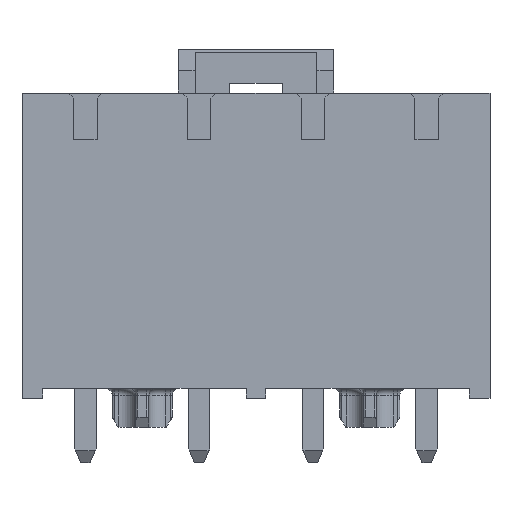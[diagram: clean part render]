
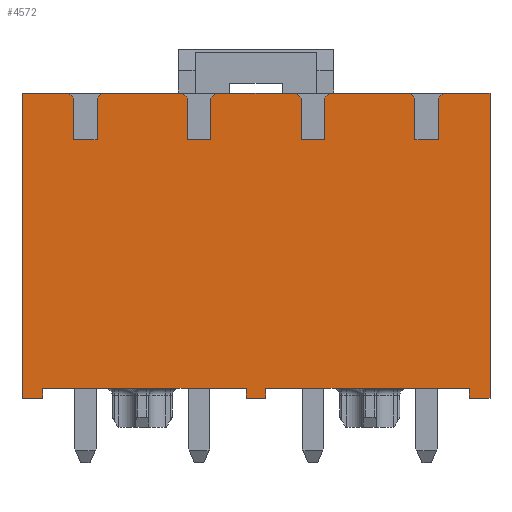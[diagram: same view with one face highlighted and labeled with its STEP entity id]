
A CAD part, front view. The second image highlights one B-rep face of the part: STEP entity #4572.
In plain terms, the highlighted planar face has unit normal (0, -1, 0).
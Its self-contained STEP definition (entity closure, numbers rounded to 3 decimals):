
#5=DIRECTION('',(1.,0.,0.));
#6=VECTOR('',#5,2.34);
#7=CARTESIAN_POINT('',(-11.725,-3.395,0.));
#8=LINE('',#7,#6);
#45=DIRECTION('',(1.,0.,0.));
#46=VECTOR('',#45,2.34);
#47=CARTESIAN_POINT('',(9.385,-3.395,0.));
#48=LINE('',#47,#46);
#89=DIRECTION('',(1.,0.,0.));
#90=VECTOR('',#89,4.03);
#91=CARTESIAN_POINT('',(3.685,-3.395,0.));
#92=LINE('',#91,#90);
#121=DIRECTION('',(1.,0.,0.));
#122=VECTOR('',#121,4.03);
#123=CARTESIAN_POINT('',(-2.015,-3.395,0.));
#124=LINE('',#123,#122);
#153=DIRECTION('',(1.,0.,0.));
#154=VECTOR('',#153,4.03);
#155=CARTESIAN_POINT('',(-7.715,-3.395,0.));
#156=LINE('',#155,#154);
#369=DIRECTION('',(1.,0.,0.));
#370=VECTOR('',#369,10.175);
#371=CARTESIAN_POINT('',(0.5,-3.395,-14.8));
#372=LINE('',#371,#370);
#373=DIRECTION('',(0.,0.,-1.));
#374=VECTOR('',#373,0.5);
#375=CARTESIAN_POINT('',(0.5,-3.395,-14.8));
#376=LINE('',#375,#374);
#377=DIRECTION('',(1.,0.,0.));
#378=VECTOR('',#377,10.175);
#379=CARTESIAN_POINT('',(-10.675,-3.395,-14.8));
#380=LINE('',#379,#378);
#381=DIRECTION('',(0.,0.,1.));
#382=VECTOR('',#381,0.5);
#383=CARTESIAN_POINT('',(-10.675,-3.395,-15.3));
#384=LINE('',#383,#382);
#385=DIRECTION('',(0.,0.,-1.));
#386=VECTOR('',#385,15.3);
#387=CARTESIAN_POINT('',(-11.725,-3.395,0.));
#388=LINE('',#387,#386);
#389=DIRECTION('',(0.707,0.,-0.707));
#390=VECTOR('',#389,0.354);
#391=CARTESIAN_POINT('',(-9.385,-3.395,0.));
#392=LINE('',#391,#390);
#393=DIRECTION('',(0.,0.,-1.));
#394=VECTOR('',#393,2.1);
#395=CARTESIAN_POINT('',(-9.135,-3.395,-0.25));
#396=LINE('',#395,#394);
#397=DIRECTION('',(1.,0.,0.));
#398=VECTOR('',#397,1.17);
#399=CARTESIAN_POINT('',(-9.135,-3.395,-2.35));
#400=LINE('',#399,#398);
#401=DIRECTION('',(0.,0.,1.));
#402=VECTOR('',#401,2.1);
#403=CARTESIAN_POINT('',(-7.965,-3.395,-2.35));
#404=LINE('',#403,#402);
#405=DIRECTION('',(0.707,0.,0.707));
#406=VECTOR('',#405,0.354);
#407=CARTESIAN_POINT('',(-7.965,-3.395,-0.25));
#408=LINE('',#407,#406);
#409=DIRECTION('',(0.707,0.,-0.707));
#410=VECTOR('',#409,0.354);
#411=CARTESIAN_POINT('',(-3.685,-3.395,0.));
#412=LINE('',#411,#410);
#413=DIRECTION('',(0.,0.,-1.));
#414=VECTOR('',#413,2.1);
#415=CARTESIAN_POINT('',(-3.435,-3.395,-0.25));
#416=LINE('',#415,#414);
#417=DIRECTION('',(1.,0.,0.));
#418=VECTOR('',#417,1.17);
#419=CARTESIAN_POINT('',(-3.435,-3.395,-2.35));
#420=LINE('',#419,#418);
#421=DIRECTION('',(0.,0.,1.));
#422=VECTOR('',#421,2.1);
#423=CARTESIAN_POINT('',(-2.265,-3.395,-2.35));
#424=LINE('',#423,#422);
#425=DIRECTION('',(0.707,0.,0.707));
#426=VECTOR('',#425,0.354);
#427=CARTESIAN_POINT('',(-2.265,-3.395,-0.25));
#428=LINE('',#427,#426);
#429=DIRECTION('',(0.707,0.,-0.707));
#430=VECTOR('',#429,0.354);
#431=CARTESIAN_POINT('',(2.015,-3.395,0.));
#432=LINE('',#431,#430);
#433=DIRECTION('',(0.,0.,-1.));
#434=VECTOR('',#433,2.1);
#435=CARTESIAN_POINT('',(2.265,-3.395,-0.25));
#436=LINE('',#435,#434);
#437=DIRECTION('',(1.,0.,0.));
#438=VECTOR('',#437,1.17);
#439=CARTESIAN_POINT('',(2.265,-3.395,-2.35));
#440=LINE('',#439,#438);
#441=DIRECTION('',(0.,0.,1.));
#442=VECTOR('',#441,2.1);
#443=CARTESIAN_POINT('',(3.435,-3.395,-2.35));
#444=LINE('',#443,#442);
#445=DIRECTION('',(0.707,0.,0.707));
#446=VECTOR('',#445,0.354);
#447=CARTESIAN_POINT('',(3.435,-3.395,-0.25));
#448=LINE('',#447,#446);
#449=DIRECTION('',(0.707,0.,-0.707));
#450=VECTOR('',#449,0.354);
#451=CARTESIAN_POINT('',(7.715,-3.395,0.));
#452=LINE('',#451,#450);
#453=DIRECTION('',(0.,0.,-1.));
#454=VECTOR('',#453,2.1);
#455=CARTESIAN_POINT('',(7.965,-3.395,-0.25));
#456=LINE('',#455,#454);
#457=DIRECTION('',(1.,0.,0.));
#458=VECTOR('',#457,1.17);
#459=CARTESIAN_POINT('',(7.965,-3.395,-2.35));
#460=LINE('',#459,#458);
#461=DIRECTION('',(0.,0.,1.));
#462=VECTOR('',#461,2.1);
#463=CARTESIAN_POINT('',(9.135,-3.395,-2.35));
#464=LINE('',#463,#462);
#465=DIRECTION('',(0.707,0.,0.707));
#466=VECTOR('',#465,0.354);
#467=CARTESIAN_POINT('',(9.135,-3.395,-0.25));
#468=LINE('',#467,#466);
#469=DIRECTION('',(0.,0.,1.));
#470=VECTOR('',#469,0.5);
#471=CARTESIAN_POINT('',(10.675,-3.395,-15.3));
#472=LINE('',#471,#470);
#2685=DIRECTION('',(-1.,0.,0.));
#2686=VECTOR('',#2685,1.);
#2687=CARTESIAN_POINT('',(0.5,-3.395,-15.3));
#2688=LINE('',#2687,#2686);
#2697=DIRECTION('',(0.,0.,-1.));
#2698=VECTOR('',#2697,0.5);
#2699=CARTESIAN_POINT('',(-0.5,-3.395,-14.8));
#2700=LINE('',#2699,#2698);
#2725=DIRECTION('',(1.,0.,0.));
#2726=VECTOR('',#2725,1.05);
#2727=CARTESIAN_POINT('',(10.675,-3.395,-15.3));
#2728=LINE('',#2727,#2726);
#2745=DIRECTION('',(1.,0.,0.));
#2746=VECTOR('',#2745,1.05);
#2747=CARTESIAN_POINT('',(-11.725,-3.395,-15.3));
#2748=LINE('',#2747,#2746);
#2777=DIRECTION('',(0.,0.,-1.));
#2778=VECTOR('',#2777,15.3);
#2779=CARTESIAN_POINT('',(11.725,-3.395,0.));
#2780=LINE('',#2779,#2778);
#3178=CARTESIAN_POINT('',(-11.725,-3.395,0.));
#3180=VERTEX_POINT('',#3178);
#3181=CARTESIAN_POINT('',(11.725,-3.395,0.));
#3183=VERTEX_POINT('',#3181);
#3187=CARTESIAN_POINT('',(-11.725,-3.395,-15.3));
#3188=VERTEX_POINT('',#3187);
#3189=CARTESIAN_POINT('',(11.725,-3.395,-15.3));
#3190=VERTEX_POINT('',#3189);
#3203=CARTESIAN_POINT('',(10.675,-3.395,-15.3));
#3204=VERTEX_POINT('',#3203);
#3205=CARTESIAN_POINT('',(-10.675,-3.395,-15.3));
#3207=VERTEX_POINT('',#3205);
#3221=CARTESIAN_POINT('',(10.675,-3.395,-14.8));
#3222=VERTEX_POINT('',#3221);
#3223=CARTESIAN_POINT('',(-10.675,-3.395,-14.8));
#3224=VERTEX_POINT('',#3223);
#3317=CARTESIAN_POINT('',(7.715,-3.395,0.));
#3319=VERTEX_POINT('',#3317);
#3321=CARTESIAN_POINT('',(9.385,-3.395,0.));
#3323=VERTEX_POINT('',#3321);
#3325=CARTESIAN_POINT('',(7.965,-3.395,-0.25));
#3326=VERTEX_POINT('',#3325);
#3327=CARTESIAN_POINT('',(7.965,-3.395,-2.35));
#3328=VERTEX_POINT('',#3327);
#3329=CARTESIAN_POINT('',(9.135,-3.395,-2.35));
#3330=VERTEX_POINT('',#3329);
#3331=CARTESIAN_POINT('',(9.135,-3.395,-0.25));
#3332=VERTEX_POINT('',#3331);
#3341=CARTESIAN_POINT('',(2.015,-3.395,0.));
#3343=VERTEX_POINT('',#3341);
#3345=CARTESIAN_POINT('',(3.685,-3.395,0.));
#3347=VERTEX_POINT('',#3345);
#3349=CARTESIAN_POINT('',(2.265,-3.395,-0.25));
#3350=VERTEX_POINT('',#3349);
#3351=CARTESIAN_POINT('',(2.265,-3.395,-2.35));
#3352=VERTEX_POINT('',#3351);
#3353=CARTESIAN_POINT('',(3.435,-3.395,-2.35));
#3354=VERTEX_POINT('',#3353);
#3355=CARTESIAN_POINT('',(3.435,-3.395,-0.25));
#3356=VERTEX_POINT('',#3355);
#3365=CARTESIAN_POINT('',(-3.685,-3.395,0.));
#3367=VERTEX_POINT('',#3365);
#3369=CARTESIAN_POINT('',(-2.015,-3.395,0.));
#3371=VERTEX_POINT('',#3369);
#3373=CARTESIAN_POINT('',(-3.435,-3.395,-0.25));
#3374=VERTEX_POINT('',#3373);
#3375=CARTESIAN_POINT('',(-3.435,-3.395,-2.35));
#3376=VERTEX_POINT('',#3375);
#3377=CARTESIAN_POINT('',(-2.265,-3.395,-2.35));
#3378=VERTEX_POINT('',#3377);
#3379=CARTESIAN_POINT('',(-2.265,-3.395,-0.25));
#3380=VERTEX_POINT('',#3379);
#3389=CARTESIAN_POINT('',(-9.385,-3.395,0.));
#3391=VERTEX_POINT('',#3389);
#3393=CARTESIAN_POINT('',(-7.715,-3.395,0.));
#3395=VERTEX_POINT('',#3393);
#3397=CARTESIAN_POINT('',(-9.135,-3.395,-0.25));
#3398=VERTEX_POINT('',#3397);
#3399=CARTESIAN_POINT('',(-9.135,-3.395,-2.35));
#3400=VERTEX_POINT('',#3399);
#3401=CARTESIAN_POINT('',(-7.965,-3.395,-2.35));
#3402=VERTEX_POINT('',#3401);
#3403=CARTESIAN_POINT('',(-7.965,-3.395,-0.25));
#3404=VERTEX_POINT('',#3403);
#4054=CARTESIAN_POINT('',(0.5,-3.395,-15.3));
#4056=VERTEX_POINT('',#4054);
#4057=CARTESIAN_POINT('',(-0.5,-3.395,-15.3));
#4058=VERTEX_POINT('',#4057);
#4069=CARTESIAN_POINT('',(0.5,-3.395,-14.8));
#4071=VERTEX_POINT('',#4069);
#4073=CARTESIAN_POINT('',(-0.5,-3.395,-14.8));
#4075=VERTEX_POINT('',#4073);
#4501=CARTESIAN_POINT('',(-11.725,-3.395,0.));
#4502=DIRECTION('',(0.,-1.,0.));
#4503=DIRECTION('',(1.,0.,0.));
#4504=AXIS2_PLACEMENT_3D('',#4501,#4502,#4503);
#4505=PLANE('',#4504);
#4507=ORIENTED_EDGE('',*,*,#4506,.F.);
#4509=ORIENTED_EDGE('',*,*,#4508,.T.);
#4511=ORIENTED_EDGE('',*,*,#4510,.T.);
#4513=ORIENTED_EDGE('',*,*,#4512,.F.);
#4515=ORIENTED_EDGE('',*,*,#4514,.F.);
#4517=ORIENTED_EDGE('',*,*,#4516,.F.);
#4519=ORIENTED_EDGE('',*,*,#4518,.F.);
#4521=ORIENTED_EDGE('',*,*,#4520,.F.);
#4522=ORIENTED_EDGE('',*,*,#4128,.T.);
#4523=ORIENTED_EDGE('',*,*,#4239,.T.);
#4525=ORIENTED_EDGE('',*,*,#4524,.T.);
#4527=ORIENTED_EDGE('',*,*,#4526,.T.);
#4529=ORIENTED_EDGE('',*,*,#4528,.T.);
#4531=ORIENTED_EDGE('',*,*,#4530,.T.);
#4532=ORIENTED_EDGE('',*,*,#4206,.T.);
#4534=ORIENTED_EDGE('',*,*,#4533,.T.);
#4536=ORIENTED_EDGE('',*,*,#4535,.T.);
#4538=ORIENTED_EDGE('',*,*,#4537,.T.);
#4540=ORIENTED_EDGE('',*,*,#4539,.T.);
#4542=ORIENTED_EDGE('',*,*,#4541,.T.);
#4543=ORIENTED_EDGE('',*,*,#4190,.T.);
#4545=ORIENTED_EDGE('',*,*,#4544,.T.);
#4547=ORIENTED_EDGE('',*,*,#4546,.T.);
#4549=ORIENTED_EDGE('',*,*,#4548,.T.);
#4551=ORIENTED_EDGE('',*,*,#4550,.T.);
#4553=ORIENTED_EDGE('',*,*,#4552,.T.);
#4554=ORIENTED_EDGE('',*,*,#4174,.T.);
#4555=ORIENTED_EDGE('',*,*,#4482,.T.);
#4556=ORIENTED_EDGE('',*,*,#4492,.T.);
#4558=ORIENTED_EDGE('',*,*,#4557,.T.);
#4560=ORIENTED_EDGE('',*,*,#4559,.T.);
#4562=ORIENTED_EDGE('',*,*,#4561,.T.);
#4563=ORIENTED_EDGE('',*,*,#4152,.T.);
#4565=ORIENTED_EDGE('',*,*,#4564,.T.);
#4567=ORIENTED_EDGE('',*,*,#4566,.F.);
#4569=ORIENTED_EDGE('',*,*,#4568,.T.);
#4570=EDGE_LOOP('',(#4507,#4509,#4511,#4513,#4515,#4517,#4519,#4521,#4522,#4523,
#4525,#4527,#4529,#4531,#4532,#4534,#4536,#4538,#4540,#4542,#4543,#4545,#4547,
#4549,#4551,#4553,#4554,#4555,#4556,#4558,#4560,#4562,#4563,#4565,#4567,#4569));
#4571=FACE_OUTER_BOUND('',#4570,.F.);
#4572=ADVANCED_FACE('',(#4571),#4505,.T.);
#4128=EDGE_CURVE('',#3180,#3391,#8,.T.);
#4152=EDGE_CURVE('',#3323,#3183,#48,.T.);
#4174=EDGE_CURVE('',#3347,#3319,#92,.T.);
#4190=EDGE_CURVE('',#3371,#3343,#124,.T.);
#4206=EDGE_CURVE('',#3395,#3367,#156,.T.);
#4239=EDGE_CURVE('',#3391,#3398,#392,.T.);
#4482=EDGE_CURVE('',#3319,#3326,#452,.T.);
#4492=EDGE_CURVE('',#3326,#3328,#456,.T.);
#4506=EDGE_CURVE('',#4071,#3222,#372,.T.);
#4508=EDGE_CURVE('',#4071,#4056,#376,.T.);
#4510=EDGE_CURVE('',#4056,#4058,#2688,.T.);
#4512=EDGE_CURVE('',#4075,#4058,#2700,.T.);
#4514=EDGE_CURVE('',#3224,#4075,#380,.T.);
#4516=EDGE_CURVE('',#3207,#3224,#384,.T.);
#4518=EDGE_CURVE('',#3188,#3207,#2748,.T.);
#4520=EDGE_CURVE('',#3180,#3188,#388,.T.);
#4524=EDGE_CURVE('',#3398,#3400,#396,.T.);
#4526=EDGE_CURVE('',#3400,#3402,#400,.T.);
#4528=EDGE_CURVE('',#3402,#3404,#404,.T.);
#4530=EDGE_CURVE('',#3404,#3395,#408,.T.);
#4533=EDGE_CURVE('',#3367,#3374,#412,.T.);
#4535=EDGE_CURVE('',#3374,#3376,#416,.T.);
#4537=EDGE_CURVE('',#3376,#3378,#420,.T.);
#4539=EDGE_CURVE('',#3378,#3380,#424,.T.);
#4541=EDGE_CURVE('',#3380,#3371,#428,.T.);
#4544=EDGE_CURVE('',#3343,#3350,#432,.T.);
#4546=EDGE_CURVE('',#3350,#3352,#436,.T.);
#4548=EDGE_CURVE('',#3352,#3354,#440,.T.);
#4550=EDGE_CURVE('',#3354,#3356,#444,.T.);
#4552=EDGE_CURVE('',#3356,#3347,#448,.T.);
#4557=EDGE_CURVE('',#3328,#3330,#460,.T.);
#4559=EDGE_CURVE('',#3330,#3332,#464,.T.);
#4561=EDGE_CURVE('',#3332,#3323,#468,.T.);
#4564=EDGE_CURVE('',#3183,#3190,#2780,.T.);
#4566=EDGE_CURVE('',#3204,#3190,#2728,.T.);
#4568=EDGE_CURVE('',#3204,#3222,#472,.T.);
